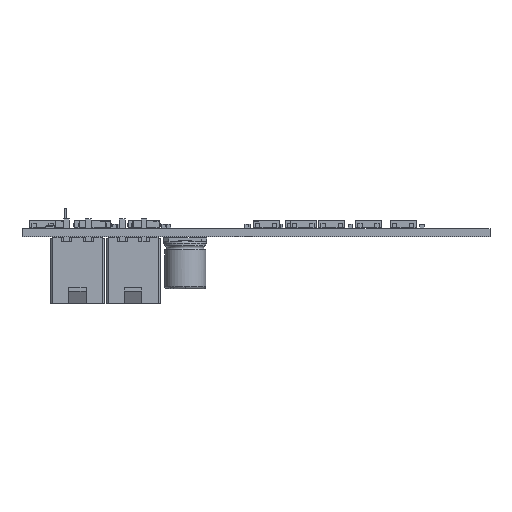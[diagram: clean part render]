
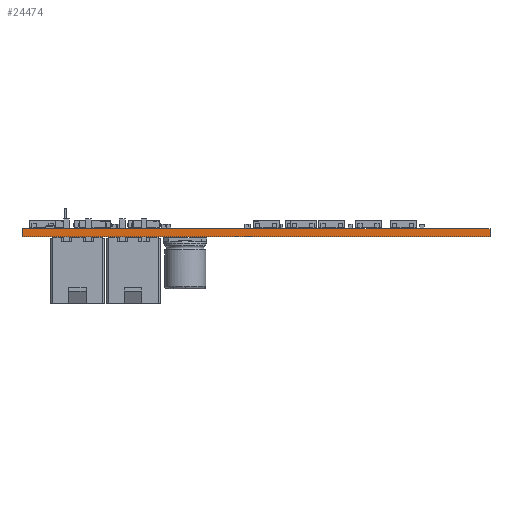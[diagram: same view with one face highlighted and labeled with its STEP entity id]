
A CAD part, left-side view. The second image highlights one B-rep face of the part: STEP entity #24474.
In plain terms, the highlighted planar face has unit normal (-1, 0, 0).
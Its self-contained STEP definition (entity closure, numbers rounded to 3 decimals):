
#23228 = PLANE('',#23229);
#23229 = AXIS2_PLACEMENT_3D('',#23230,#23231,#23232);
#23230 = CARTESIAN_POINT('',(180.071,-81.488,1.6));
#23231 = DIRECTION('',(0.,0.,1.));
#23232 = DIRECTION('',(1.,0.,-0.));
#23256 = PLANE('',#23257);
#23257 = AXIS2_PLACEMENT_3D('',#23258,#23259,#23260);
#23258 = CARTESIAN_POINT('',(209.448,-40.894,0.));
#23259 = DIRECTION('',(0.,-1.,0.));
#23260 = DIRECTION('',(-1.,0.,0.));
#23282 = PLANE('',#23283);
#23283 = AXIS2_PLACEMENT_3D('',#23284,#23285,#23286);
#23284 = CARTESIAN_POINT('',(180.071,-81.488,0.));
#23285 = DIRECTION('',(0.,0.,1.));
#23286 = DIRECTION('',(1.,0.,-0.));
#23375 = VERTEX_POINT('',#23376);
#23376 = CARTESIAN_POINT('',(158.648,-40.894,1.6));
#23397 = EDGE_CURVE('',#23398,#23375,#23400,.T.);
#23398 = VERTEX_POINT('',#23399);
#23399 = CARTESIAN_POINT('',(158.648,-40.894,0.));
#23400 = SURFACE_CURVE('',#23401,(#23405,#23412),.PCURVE_S1.);
#23401 = LINE('',#23402,#23403);
#23402 = CARTESIAN_POINT('',(158.648,-40.894,0.));
#23403 = VECTOR('',#23404,1.);
#23404 = DIRECTION('',(0.,0.,1.));
#23405 = PCURVE('',#23256,#23406);
#23406 = DEFINITIONAL_REPRESENTATION('',(#23407),#23411);
#23407 = LINE('',#23408,#23409);
#23408 = CARTESIAN_POINT('',(50.8,0.));
#23409 = VECTOR('',#23410,1.);
#23410 = DIRECTION('',(0.,-1.));
#23411 = ( GEOMETRIC_REPRESENTATION_CONTEXT(2) 
PARAMETRIC_REPRESENTATION_CONTEXT() REPRESENTATION_CONTEXT('2D SPACE',''
  ) );
#23412 = PCURVE('',#23413,#23418);
#23413 = PLANE('',#23414);
#23414 = AXIS2_PLACEMENT_3D('',#23415,#23416,#23417);
#23415 = CARTESIAN_POINT('',(158.648,-40.894,0.));
#23416 = DIRECTION('',(1.,0.,-0.));
#23417 = DIRECTION('',(0.,-1.,0.));
#23418 = DEFINITIONAL_REPRESENTATION('',(#23419),#23423);
#23419 = LINE('',#23420,#23421);
#23420 = CARTESIAN_POINT('',(0.,0.));
#23421 = VECTOR('',#23422,1.);
#23422 = DIRECTION('',(0.,-1.));
#23423 = ( GEOMETRIC_REPRESENTATION_CONTEXT(2) 
PARAMETRIC_REPRESENTATION_CONTEXT() REPRESENTATION_CONTEXT('2D SPACE',''
  ) );
#23451 = EDGE_CURVE('',#23398,#23452,#23454,.T.);
#23452 = VERTEX_POINT('',#23453);
#23453 = CARTESIAN_POINT('',(158.648,-131.318,0.));
#23454 = SURFACE_CURVE('',#23455,(#23459,#23466),.PCURVE_S1.);
#23455 = LINE('',#23456,#23457);
#23456 = CARTESIAN_POINT('',(158.648,-40.894,0.));
#23457 = VECTOR('',#23458,1.);
#23458 = DIRECTION('',(0.,-1.,0.));
#23459 = PCURVE('',#23282,#23460);
#23460 = DEFINITIONAL_REPRESENTATION('',(#23461),#23465);
#23461 = LINE('',#23462,#23463);
#23462 = CARTESIAN_POINT('',(-21.422,40.594));
#23463 = VECTOR('',#23464,1.);
#23464 = DIRECTION('',(0.,-1.));
#23465 = ( GEOMETRIC_REPRESENTATION_CONTEXT(2) 
PARAMETRIC_REPRESENTATION_CONTEXT() REPRESENTATION_CONTEXT('2D SPACE',''
  ) );
#23466 = PCURVE('',#23413,#23467);
#23467 = DEFINITIONAL_REPRESENTATION('',(#23468),#23472);
#23468 = LINE('',#23469,#23470);
#23469 = CARTESIAN_POINT('',(0.,0.));
#23470 = VECTOR('',#23471,1.);
#23471 = DIRECTION('',(1.,0.));
#23472 = ( GEOMETRIC_REPRESENTATION_CONTEXT(2) 
PARAMETRIC_REPRESENTATION_CONTEXT() REPRESENTATION_CONTEXT('2D SPACE',''
  ) );
#23490 = PLANE('',#23491);
#23491 = AXIS2_PLACEMENT_3D('',#23492,#23493,#23494);
#23492 = CARTESIAN_POINT('',(158.648,-131.318,0.));
#23493 = DIRECTION('',(0.,1.,0.));
#23494 = DIRECTION('',(1.,0.,0.));
#23992 = EDGE_CURVE('',#23375,#23993,#23995,.T.);
#23993 = VERTEX_POINT('',#23994);
#23994 = CARTESIAN_POINT('',(158.648,-131.318,1.6));
#23995 = SURFACE_CURVE('',#23996,(#24000,#24007),.PCURVE_S1.);
#23996 = LINE('',#23997,#23998);
#23997 = CARTESIAN_POINT('',(158.648,-40.894,1.6));
#23998 = VECTOR('',#23999,1.);
#23999 = DIRECTION('',(0.,-1.,0.));
#24000 = PCURVE('',#23228,#24001);
#24001 = DEFINITIONAL_REPRESENTATION('',(#24002),#24006);
#24002 = LINE('',#24003,#24004);
#24003 = CARTESIAN_POINT('',(-21.422,40.594));
#24004 = VECTOR('',#24005,1.);
#24005 = DIRECTION('',(0.,-1.));
#24006 = ( GEOMETRIC_REPRESENTATION_CONTEXT(2) 
PARAMETRIC_REPRESENTATION_CONTEXT() REPRESENTATION_CONTEXT('2D SPACE',''
  ) );
#24007 = PCURVE('',#23413,#24008);
#24008 = DEFINITIONAL_REPRESENTATION('',(#24009),#24013);
#24009 = LINE('',#24010,#24011);
#24010 = CARTESIAN_POINT('',(0.,-1.6));
#24011 = VECTOR('',#24012,1.);
#24012 = DIRECTION('',(1.,0.));
#24013 = ( GEOMETRIC_REPRESENTATION_CONTEXT(2) 
PARAMETRIC_REPRESENTATION_CONTEXT() REPRESENTATION_CONTEXT('2D SPACE',''
  ) );
#24474 = ADVANCED_FACE('',(#24475),#23413,.F.);
#24475 = FACE_BOUND('',#24476,.F.);
#24476 = EDGE_LOOP('',(#24477,#24478,#24479,#24500));
#24477 = ORIENTED_EDGE('',*,*,#23397,.T.);
#24478 = ORIENTED_EDGE('',*,*,#23992,.T.);
#24479 = ORIENTED_EDGE('',*,*,#24480,.F.);
#24480 = EDGE_CURVE('',#23452,#23993,#24481,.T.);
#24481 = SURFACE_CURVE('',#24482,(#24486,#24493),.PCURVE_S1.);
#24482 = LINE('',#24483,#24484);
#24483 = CARTESIAN_POINT('',(158.648,-131.318,0.));
#24484 = VECTOR('',#24485,1.);
#24485 = DIRECTION('',(0.,0.,1.));
#24486 = PCURVE('',#23413,#24487);
#24487 = DEFINITIONAL_REPRESENTATION('',(#24488),#24492);
#24488 = LINE('',#24489,#24490);
#24489 = CARTESIAN_POINT('',(90.424,0.));
#24490 = VECTOR('',#24491,1.);
#24491 = DIRECTION('',(0.,-1.));
#24492 = ( GEOMETRIC_REPRESENTATION_CONTEXT(2) 
PARAMETRIC_REPRESENTATION_CONTEXT() REPRESENTATION_CONTEXT('2D SPACE',''
  ) );
#24493 = PCURVE('',#23490,#24494);
#24494 = DEFINITIONAL_REPRESENTATION('',(#24495),#24499);
#24495 = LINE('',#24496,#24497);
#24496 = CARTESIAN_POINT('',(0.,0.));
#24497 = VECTOR('',#24498,1.);
#24498 = DIRECTION('',(0.,-1.));
#24499 = ( GEOMETRIC_REPRESENTATION_CONTEXT(2) 
PARAMETRIC_REPRESENTATION_CONTEXT() REPRESENTATION_CONTEXT('2D SPACE',''
  ) );
#24500 = ORIENTED_EDGE('',*,*,#23451,.F.);
